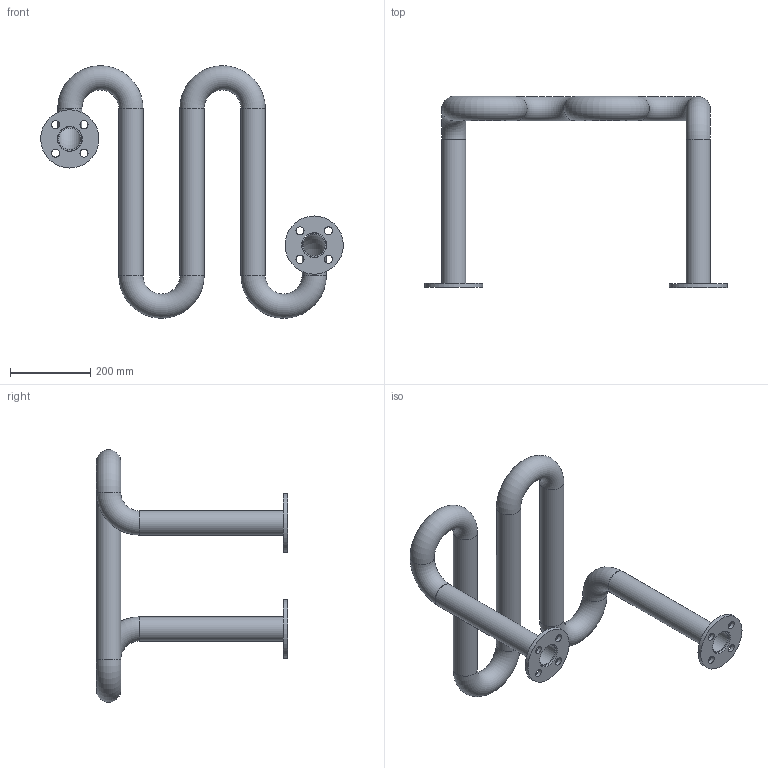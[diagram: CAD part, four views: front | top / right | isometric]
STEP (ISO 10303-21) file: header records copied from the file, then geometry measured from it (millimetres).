
FILE_DESCRIPTION (( 'STEP AP203' ), '1' );
FILE_NAME ('醫鋋櫡謤鍒罻 Aliot.STEP', '2024-05-20T07:56:20', ( '' ), ( '' ), 'SwSTEP 2.0', 'SolidWorks 2020', '' );
FILE_SCHEMA (( 'CONFIG_CONTROL_DESIGN' ));
Length unit declared in the file: millimetre
Products named in the file (1): 醫鋋櫡謤鍒罻 Aliot
Bounding box: 753 x 475.15 x 628.26 mm (x, y, z)
Surface area: 793155.3 mm2 (no closed solid volume)
Topology: 0 solids, 13 shells, 31 faces, 78 edges, 53 vertices
Faces by surface type: cylinder 19, torus 6, plane 6
Full cylindrical faces by diameter (mm): 20 x8, 54.5 x2, 60.3 x5, 62 x2, 145 x2
Entity records: 917 total; most frequent: DIRECTION 164, CARTESIAN_POINT 132, AXIS2_PLACEMENT_3D 82, EDGE_LOOP 78, ORIENTED_EDGE 78, FACE_OUTER_BOUND 56, EDGE_CURVE 50, CIRCLE 50
